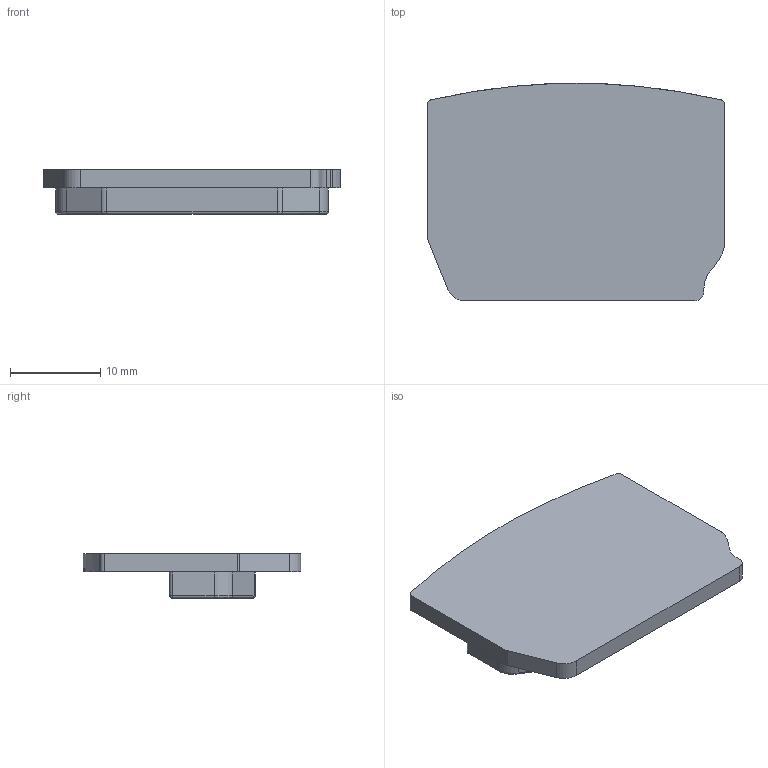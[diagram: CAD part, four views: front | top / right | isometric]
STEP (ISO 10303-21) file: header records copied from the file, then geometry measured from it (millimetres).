
FILE_DESCRIPTION (( 'STEP AP214' ), '1' );
FILE_NAME ('446420_NPP-MYK 2,5_Beige.STP', '2013-11-18T09:09:56', ( 'arge' ), ( 'Microsoft' ), 'SwSTEP 2.0', 'SolidWorks 2013', '' );
FILE_SCHEMA (( 'AUTOMOTIVE_DESIGN' ));
Length unit declared in the file: millimetre
Products named in the file (1): 446420_NPP-MYK 2,5_Beige
Bounding box: 33 x 24.12 x 4.9 mm (x, y, z)
Volume: 1603.3 mm3; surface area: 1965.6 mm2
Topology: 1 solids, 1 shells, 69 faces, 178 edges, 112 vertices
Faces by surface type: cylinder 33, plane 26, bspline 10
Entity records: 3024 total; most frequent: CARTESIAN_POINT 572, ORIENTED_EDGE 356, DIRECTION 346, EDGE_CURVE 178, AXIS2_PLACEMENT_3D 124, VERTEX_POINT 112, VECTOR 98, LINE 98
